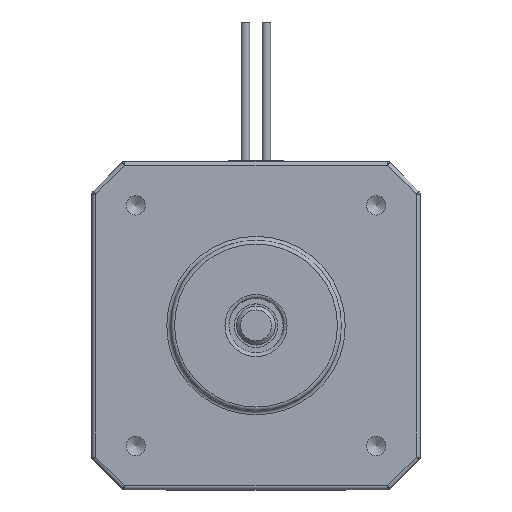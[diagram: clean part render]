
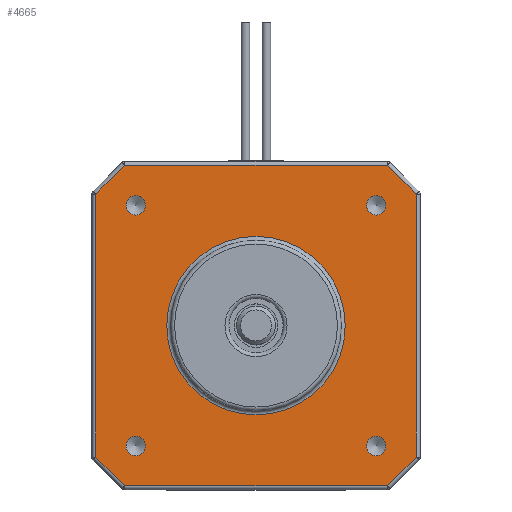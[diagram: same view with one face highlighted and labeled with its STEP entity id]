
A CAD part, top view. The second image highlights one B-rep face of the part: STEP entity #4665.
In plain terms, the highlighted planar face has unit normal (0, 0, 1).
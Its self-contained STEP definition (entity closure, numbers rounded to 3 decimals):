
#23=FACE_BOUND('',#1530,.T.);
#24=FACE_BOUND('',#1531,.T.);
#25=FACE_BOUND('',#1532,.T.);
#26=FACE_BOUND('',#1533,.T.);
#27=FACE_BOUND('',#1534,.T.);
#156=PLANE('',#5048);
#422=LINE('',#7289,#816);
#427=LINE('',#7307,#821);
#446=LINE('',#7374,#840);
#462=LINE('',#7433,#856);
#463=LINE('',#7435,#857);
#464=LINE('',#7437,#858);
#465=LINE('',#7439,#859);
#466=LINE('',#7440,#860);
#816=VECTOR('',#5794,5.243);
#821=VECTOR('',#5815,33.886);
#840=VECTOR('',#5868,33.886);
#856=VECTOR('',#5924,5.243);
#857=VECTOR('',#5927,5.243);
#858=VECTOR('',#5928,33.886);
#859=VECTOR('',#5929,5.243);
#860=VECTOR('',#5930,33.886);
#1253=FACE_OUTER_BOUND('',#1529,.T.);
#1529=EDGE_LOOP('',(#3562,#3563,#3564,#3565,#3566,#3567,#3568,#3569));
#1530=EDGE_LOOP('',(#3570));
#1531=EDGE_LOOP('',(#3571));
#1532=EDGE_LOOP('',(#3572));
#1533=EDGE_LOOP('',(#3573));
#1534=EDGE_LOOP('',(#3574));
#1808=CIRCLE('',#5049,1.25);
#1809=CIRCLE('',#5050,1.25);
#1810=CIRCLE('',#5051,1.25);
#1811=CIRCLE('',#5052,1.25);
#1812=CIRCLE('',#5053,11.5);
#2085=VERTEX_POINT('',#7284);
#2086=VERTEX_POINT('',#7288);
#2091=VERTEX_POINT('',#7306);
#2109=VERTEX_POINT('',#7369);
#2110=VERTEX_POINT('',#7373);
#2125=VERTEX_POINT('',#7428);
#2126=VERTEX_POINT('',#7436);
#2127=VERTEX_POINT('',#7438);
#2128=VERTEX_POINT('',#7441);
#2129=VERTEX_POINT('',#7443);
#2130=VERTEX_POINT('',#7445);
#2131=VERTEX_POINT('',#7447);
#2132=VERTEX_POINT('',#7449);
#2588=EDGE_CURVE('',#2086,#2085,#422,.T.);
#2597=EDGE_CURVE('',#2086,#2091,#427,.T.);
#2626=EDGE_CURVE('',#2109,#2110,#446,.T.);
#2654=EDGE_CURVE('',#2125,#2110,#462,.T.);
#2655=EDGE_CURVE('',#2109,#2091,#463,.T.);
#2656=EDGE_CURVE('',#2126,#2085,#464,.T.);
#2657=EDGE_CURVE('',#2126,#2127,#465,.T.);
#2658=EDGE_CURVE('',#2125,#2127,#466,.T.);
#2659=EDGE_CURVE('',#2128,#2128,#1808,.T.);
#2660=EDGE_CURVE('',#2129,#2129,#1809,.T.);
#2661=EDGE_CURVE('',#2130,#2130,#1810,.T.);
#2662=EDGE_CURVE('',#2131,#2131,#1811,.T.);
#2663=EDGE_CURVE('',#2132,#2132,#1812,.T.);
#3562=ORIENTED_EDGE('',*,*,#2655,.T.);
#3563=ORIENTED_EDGE('',*,*,#2597,.F.);
#3564=ORIENTED_EDGE('',*,*,#2588,.T.);
#3565=ORIENTED_EDGE('',*,*,#2656,.F.);
#3566=ORIENTED_EDGE('',*,*,#2657,.T.);
#3567=ORIENTED_EDGE('',*,*,#2658,.F.);
#3568=ORIENTED_EDGE('',*,*,#2654,.T.);
#3569=ORIENTED_EDGE('',*,*,#2626,.F.);
#3570=ORIENTED_EDGE('',*,*,#2659,.T.);
#3571=ORIENTED_EDGE('',*,*,#2660,.T.);
#3572=ORIENTED_EDGE('',*,*,#2661,.T.);
#3573=ORIENTED_EDGE('',*,*,#2662,.T.);
#3574=ORIENTED_EDGE('',*,*,#2663,.T.);
#4665=ADVANCED_FACE('',(#1253,#23,#24,#25,#26,#27),#156,.T.);
#5048=AXIS2_PLACEMENT_3D('',#7434,#5925,#5926);
#5049=AXIS2_PLACEMENT_3D('',#7442,#5931,#5932);
#5050=AXIS2_PLACEMENT_3D('',#7444,#5933,#5934);
#5051=AXIS2_PLACEMENT_3D('',#7446,#5935,#5936);
#5052=AXIS2_PLACEMENT_3D('',#7448,#5937,#5938);
#5053=AXIS2_PLACEMENT_3D('',#7450,#5939,#5940);
#5794=DIRECTION('',(0.707,0.707,0.));
#5815=DIRECTION('',(-1.,0.,0.));
#5868=DIRECTION('',(0.,1.,0.));
#5924=DIRECTION('',(-0.707,-0.707,0.));
#5925=DIRECTION('center_axis',(0.,0.,1.));
#5926=DIRECTION('ref_axis',(1.,0.,0.));
#5927=DIRECTION('',(0.707,-0.707,0.));
#5928=DIRECTION('',(0.,-1.,0.));
#5929=DIRECTION('',(-0.707,0.707,0.));
#5930=DIRECTION('',(1.,0.,0.));
#5931=DIRECTION('center_axis',(0.,0.,-1.));
#5932=DIRECTION('ref_axis',(1.,0.,0.));
#5933=DIRECTION('center_axis',(0.,0.,-1.));
#5934=DIRECTION('ref_axis',(1.,0.,0.));
#5935=DIRECTION('center_axis',(0.,0.,-1.));
#5936=DIRECTION('ref_axis',(1.,0.,0.));
#5937=DIRECTION('center_axis',(0.,0.,-1.));
#5938=DIRECTION('ref_axis',(1.,0.,0.));
#5939=DIRECTION('center_axis',(0.,0.,-1.));
#5940=DIRECTION('ref_axis',(1.,0.,0.));
#7284=CARTESIAN_POINT('',(20.65,-16.943,20.));
#7288=CARTESIAN_POINT('',(16.943,-20.65,20.));
#7289=CARTESIAN_POINT('',(16.943,-20.65,20.));
#7306=CARTESIAN_POINT('',(-16.943,-20.65,20.));
#7307=CARTESIAN_POINT('',(16.943,-20.65,20.));
#7369=CARTESIAN_POINT('',(-20.65,-16.943,20.));
#7373=CARTESIAN_POINT('',(-20.65,16.943,20.));
#7374=CARTESIAN_POINT('',(-20.65,-16.943,20.));
#7428=CARTESIAN_POINT('',(-16.943,20.65,20.));
#7433=CARTESIAN_POINT('',(-16.943,20.65,20.));
#7434=CARTESIAN_POINT('Origin',(0.,0.,20.));
#7435=CARTESIAN_POINT('',(-20.65,-16.943,20.));
#7436=CARTESIAN_POINT('',(20.65,16.943,20.));
#7437=CARTESIAN_POINT('',(20.65,16.943,20.));
#7438=CARTESIAN_POINT('',(16.943,20.65,20.));
#7439=CARTESIAN_POINT('',(20.65,16.943,20.));
#7440=CARTESIAN_POINT('',(-16.943,20.65,20.));
#7441=CARTESIAN_POINT('',(-16.75,-15.5,20.));
#7442=CARTESIAN_POINT('Origin',(-15.5,-15.5,20.));
#7443=CARTESIAN_POINT('',(14.25,-15.5,20.));
#7444=CARTESIAN_POINT('Origin',(15.5,-15.5,20.));
#7445=CARTESIAN_POINT('',(14.25,15.5,20.));
#7446=CARTESIAN_POINT('Origin',(15.5,15.5,20.));
#7447=CARTESIAN_POINT('',(-16.75,15.5,20.));
#7448=CARTESIAN_POINT('Origin',(-15.5,15.5,20.));
#7449=CARTESIAN_POINT('',(11.5,0.,20.));
#7450=CARTESIAN_POINT('Origin',(0.,0.,20.));
